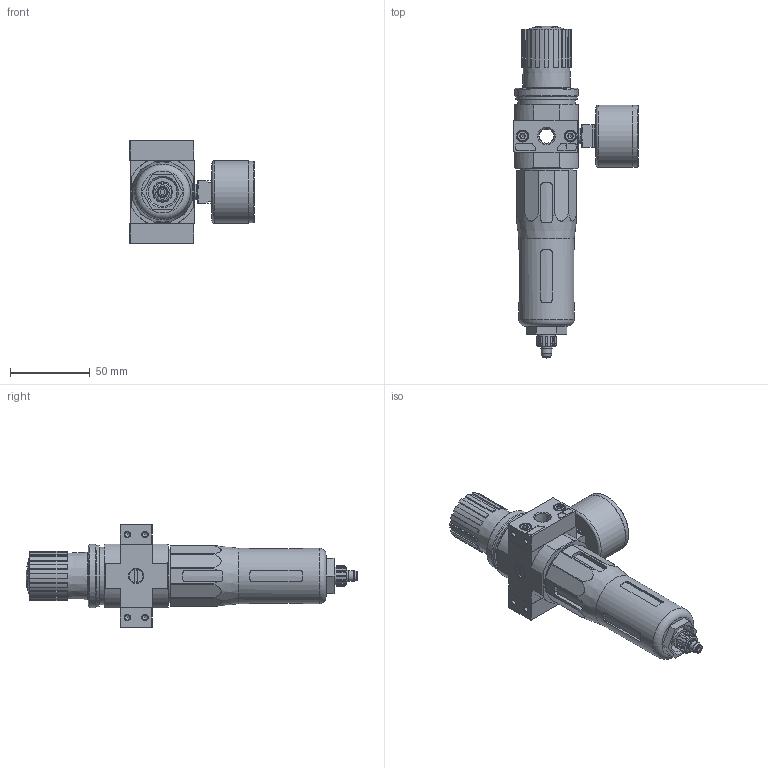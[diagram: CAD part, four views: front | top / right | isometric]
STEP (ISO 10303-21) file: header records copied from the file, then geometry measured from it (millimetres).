
FILE_DESCRIPTION(/* description */ ('STEP AP214'),/* implementation_level */ '2;1');
FILE_NAME(/* name */ '173760_LFR-1_8-D-5M-MINI-NPT',/* time_stamp */ '2024-09-03T19:55:26+02:00',/* author */ ('License CC BY-ND 4.0'),/* organization */ ('CADENAS'),/* preprocessor_version */ 'ST-DEVELOPER v19.3',/* originating_system */ 'PARTsolutions',/* authorisation */ ' ');
FILE_SCHEMA (('AUTOMOTIVE_DESIGN {1 0 10303 214 3 1 1}'));
Length unit declared in the file: millimetre
Products named in the file (9): 173760 LFR-1/8-D-5M-MINI-NPT---(0); 127303 LFR-D-5M-MINI--(0); 8003637 PAGN-40-16-G18; 679798 PBL-1/8-D-MINI-R-NPT--P1; DIN-912 - M4x16(F); 679797 PBL-1/8-D-MINI-L-NPT--P1; 398011 LRVS-D-MINI; 373845 LR-MINI; 648415 LF
Assembly tree (11 placements, depth 2):
  173760 LFR-1/8-D-5M-MINI-NPT---(0)
    127303 LFR-D-5M-MINI--(0)
    8003637 PAGN-40-16-G18
    679798 PBL-1/8-D-MINI-R-NPT--P1
    DIN-912 - M4x16(F)  x4
    679797 PBL-1/8-D-MINI-L-NPT--P1
    398011 LRVS-D-MINI
    373845 LR-MINI
    648415 LF
Bounding box: 77.75 x 208 x 64 mm (x, y, z)
Volume: 241388.3 mm3; surface area: 50398.6 mm2
Topology: 11 solids, 11 shells, 637 faces, 1567 edges, 999 vertices
Faces by surface type: plane 350, cylinder 171, cone 99, torus 12, sphere 5
Full cylindrical faces by diameter (mm): 3 x1, 3.242 x8, 4 x4, 4.3 x1, 5.6 x1, 6.2 x1, 6.4 x1, 6.8 x1, 6.9 x1, 7 x4, 7.1 x1, 8.2 x1, 8.4 x1, 8.566 x2, 9 x1, 9.728 x2, 11 x1, 11.2 x1, 12.2 x2, 12.6 x1, 15.7 x1, 15.8 x1, 18 x1, 24.9 x1, 26.9 x1, 33.9 x1, 34.376 x1, 34.7 x1, 36 x2, 38.5 x1
Entity records: 18644 total; most frequent: CARTESIAN_POINT 3384, DIRECTION 2754, ORIENTED_EDGE 2556, EDGE_CURVE 1278, AXIS2_PLACEMENT_3D 1071, VERTEX_POINT 905, FACE_BOUND 739, EDGE_LOOP 730
